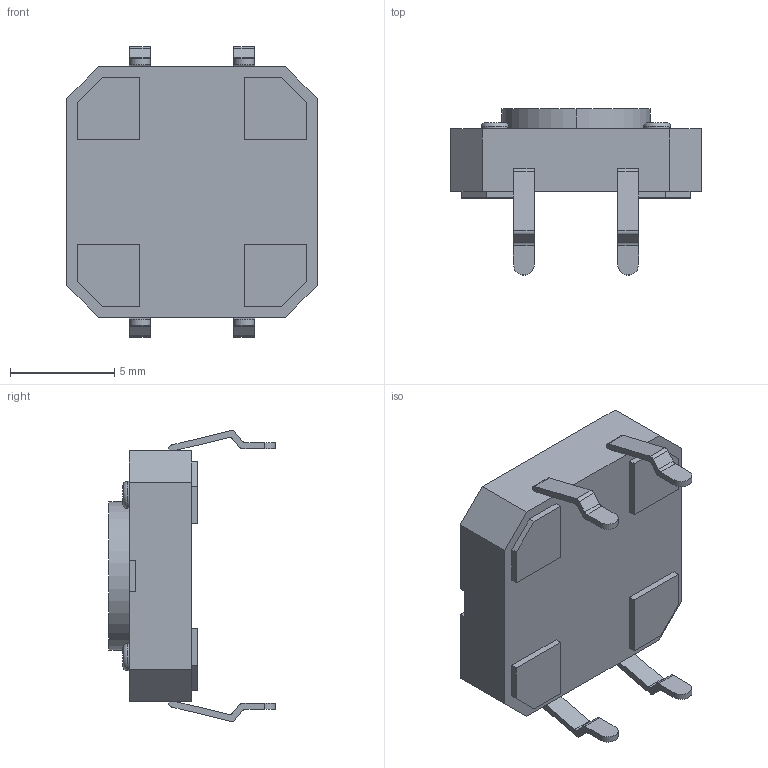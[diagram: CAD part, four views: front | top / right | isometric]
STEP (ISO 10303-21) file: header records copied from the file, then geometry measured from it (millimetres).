
FILE_DESCRIPTION(('FreeCAD Model'),'2;1');
FILE_NAME('switch.step','2019-10-16T17:56:17',('kicad StepUp'),('ksu MCAD'), 'Open CASCADE STEP processor 7.3','FreeCAD','Unknown');
FILE_SCHEMA(('AUTOMOTIVE_DESIGN { 1 0 10303 214 1 1 1 1 }'));
Length unit declared in the file: millimetre
Products named in the file (1): SOLID002.[solid]_sp
Bounding box: 12 x 7.97 x 13.95 mm (x, y, z)
Volume: 39.6 mm3; surface area: 569.4 mm2
Topology: 1 solids, 132 shells, 135 faces, 701 edges, 691 vertices
Faces by surface type: plane 101, cylinder 30, torus 4
Full cylindrical faces by diameter (mm): 1.3 x4
Entity records: 8085 total; most frequent: CARTESIAN_POINT 1552, DIRECTION 1104, ORIENTED_EDGE 715, EDGE_CURVE 701, VERTEX_POINT 691, LINE 554, VECTOR 554, AXIS2_PLACEMENT_3D 275
